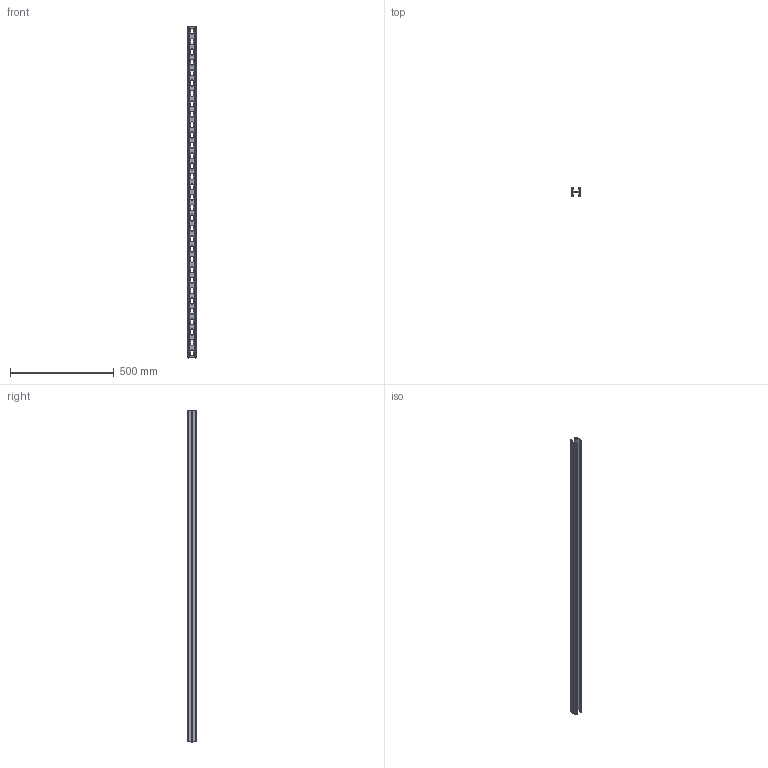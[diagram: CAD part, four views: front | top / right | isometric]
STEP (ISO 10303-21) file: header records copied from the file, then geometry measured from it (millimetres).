
FILE_DESCRIPTION (( 'STEP AP203' ), '1' );
FILE_NAME ('Äâîéíîé STRUT-ïðîôèëü_h21-L1600.step', '2022-01-25T11:42:42', ( '' ), ( '' ), 'SwSTEP 2.0', 'SolidWorks 2017', '' );
FILE_SCHEMA (( 'CONFIG_CONTROL_DESIGN' ));
Length unit declared in the file: millimetre
Products named in the file (2): STRUT-镳铘桦黖h21-1600; Äâîéíîé STRUT-ïðîôèëü_h21-L1600
Assembly tree (2 placements, depth 2):
  Äâîéíîé STRUT-ïðîôèëü_h21-L1600
    STRUT-镳铘桦黖h21-1600  x2
Bounding box: 41 x 42 x 1600 mm (x, y, z)
Volume: 458406.4 mm3; surface area: 638319.6 mm2
Topology: 2 solids, 2 shells, 3504 faces, 10500 edges, 7000 vertices
Faces by surface type: plane 3364, cylinder 140
Entity records: 58270 total; most frequent: CARTESIAN_POINT 10507, ORIENTED_EDGE 10500, DIRECTION 8904, EDGE_CURVE 5250, VECTOR 5110, LINE 5110, VERTEX_POINT 3500, AXIS2_PLACEMENT_3D 1897
